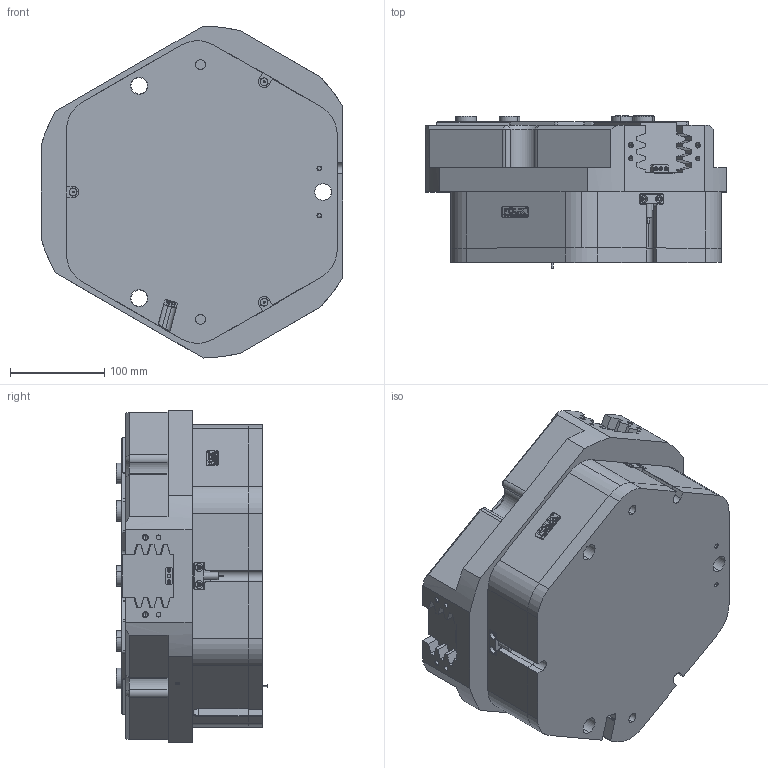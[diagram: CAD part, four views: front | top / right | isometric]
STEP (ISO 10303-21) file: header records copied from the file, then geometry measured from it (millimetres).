
FILE_DESCRIPTION (( 'STEP AP203' ), '1' );
FILE_NAME ('FZ220-352-S.STEP', '2024-12-20T07:32:50', ( 'USER-' ), ( 'Microsoft' ), 'SwSTEP 2.0', 'SolidWorks 2018', '' );
FILE_SCHEMA (( 'CONFIG_CONTROL_DESIGN' ));
Length unit declared in the file: millimetre
Products named in the file (13): TZT220-352-M-01 褲极; TZT220-352-M-05 菁裔啣-S-1; TZT220-352-M-06 笢猾啣-S-1; 电容传感器-S; TR300-15-1晚假蚾輸-S-1; 32x12-R2; 錨璃18^TZT220-352-S; ﾏ擎ﾗ22｡ﾁ18｡ﾁ14; 昹親棠覜羲壽; 湮酴-S; FZ220-352-S; TZT220-352-M-02 賑輸-S-1; 埴翐芛_GB_FASTENER_SCREWS_HSHCS M2X8-N
Assembly tree (30 placements, depth 2):
  錨璃18^TZT220-352-S
  FZ220-352-S
    TZT220-352-M-02 賑輸-S-1  x3
    TZT220-352-M-05 菁裔啣-S-1
    TR300-15-1晚假蚾輸-S-1  x3
    TZT220-352-M-01 褲极
    TZT220-352-M-06 笢猾啣-S-1
    电容传感器-S  x3
    湮酴-S  x3
    埴翐芛_GB_FASTENER_SCREWS_HSHCS M2X8-N  x6
    32x12-R2
    昹親棠覜羲壽  x2
    ﾏ擎ﾗ22｡ﾁ18｡ﾁ14  x6
Bounding box: 320 x 160.87 x 351.96 mm (x, y, z)
Volume: 10587936.2 mm3; surface area: 817065.9 mm2
Topology: 39 solids, 43 shells, 1935 faces, 4909 edges, 3097 vertices
Faces by surface type: plane 990, cylinder 516, cone 260, bspline 157, torus 12
Entity records: 49833 total; most frequent: CARTESIAN_POINT 14313, ORIENTED_EDGE 7150, DIRECTION 6659, EDGE_CURVE 3575, VECTOR 2329, LINE 2329, VERTEX_POINT 2300, AXIS2_PLACEMENT_3D 2165
